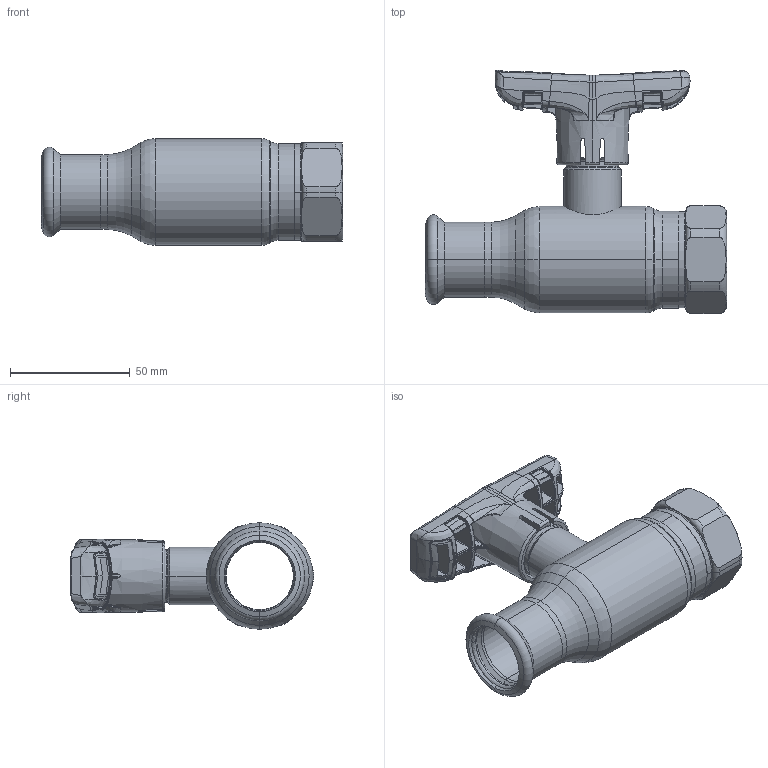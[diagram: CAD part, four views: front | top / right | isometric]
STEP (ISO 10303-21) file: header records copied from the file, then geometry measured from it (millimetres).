
FILE_DESCRIPTION (( 'STEP AP214' ), '1' );
FILE_NAME ('2025001000-0400.step', '2024-01-16T09:09:33', ( '' ), ( '' ), 'SwSTEP 2.0', 'SolidWorks 2021', '' );
FILE_SCHEMA (( 'AUTOMOTIVE_DESIGN' ));
Length unit declared in the file: millimetre
Products named in the file (1): 2025001000-0400
Bounding box: 125.8 x 101.58 x 44.5 mm (x, y, z)
Surface area: 38763 mm2 (no closed solid volume)
Topology: 0 solids, 7 shells, 652 faces, 2053 edges, 1327 vertices
Faces by surface type: bspline 494, plane 49, cylinder 47, torus 32, cone 24, sphere 6
Entity records: 59045 total; most frequent: CARTESIAN_POINT 38569, ORIENTED_EDGE 3472, EDGE_CURVE 2043, B_SPLINE_CURVE_WITH_KNOTS 1442, DIRECTION 1349, VERTEX_POINT 1324, EDGE_LOOP 661, UNCERTAINTY_MEASURE_WITH_UNIT 651
